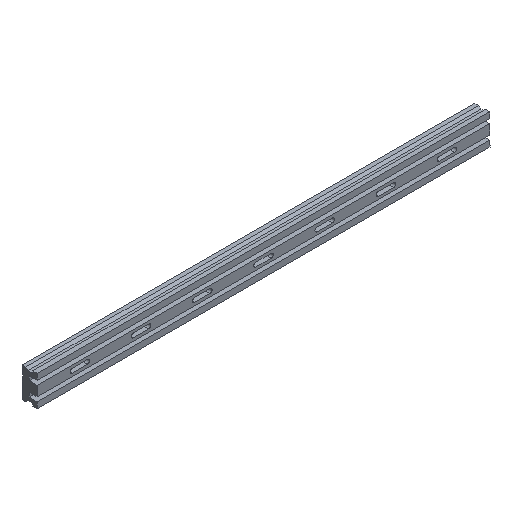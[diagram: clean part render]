
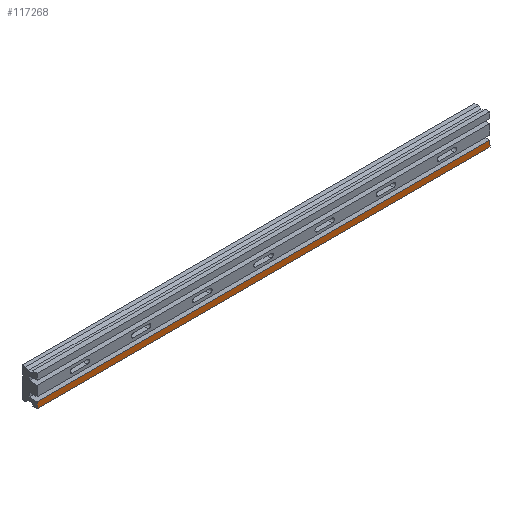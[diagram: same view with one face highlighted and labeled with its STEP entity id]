
A CAD part, isometric view. The second image highlights one B-rep face of the part: STEP entity #117268.
In plain terms, the highlighted planar face has unit normal (0, -1, 0).
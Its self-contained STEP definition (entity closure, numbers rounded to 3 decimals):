
#3604 = LINE ( 'NONE', #35433, #3607 ) ;
#3606 = LINE ( 'NONE', #35421, #3615 ) ;
#3607 = VECTOR ( 'NONE', #35436, 1000. ) ;
#3608 = LINE ( 'NONE', #35440, #3611 ) ;
#3610 = LINE ( 'NONE', #35444, #3613 ) ;
#3611 = VECTOR ( 'NONE', #35442, 1000. ) ;
#3613 = VECTOR ( 'NONE', #35447, 1000. ) ;
#3615 = VECTOR ( 'NONE', #35448, 1000. ) ;
#11591 = AXIS2_PLACEMENT_3D ( 'NONE', #101030, #101039, #101040 ) ;
#35421 = CARTESIAN_POINT ( 'NONE',  ( 376., 0., -25.4 ) ) ;
#35433 = CARTESIAN_POINT ( 'NONE',  ( 376., 0., -15.4 ) ) ;
#35436 = DIRECTION ( 'NONE',  ( -1., 0., 0. ) ) ;
#35440 = CARTESIAN_POINT ( 'NONE',  ( -376., 0., -25.4 ) ) ;
#35442 = DIRECTION ( 'NONE',  ( 0., 0., -1. ) ) ;
#35444 = CARTESIAN_POINT ( 'NONE',  ( 376., 0., -25.4 ) ) ;
#35447 = DIRECTION ( 'NONE',  ( -1., 0., 0. ) ) ;
#35448 = DIRECTION ( 'NONE',  ( 0., 0., -1. ) ) ;
#38237 = CARTESIAN_POINT ( 'NONE',  ( -376., 0., -15.4 ) ) ;
#38240 = CARTESIAN_POINT ( 'NONE',  ( 376., 0., -15.4 ) ) ;
#38242 = CARTESIAN_POINT ( 'NONE',  ( -376., 0., -25.4 ) ) ;
#38248 = CARTESIAN_POINT ( 'NONE',  ( 376., 0., -25.4 ) ) ;
#80490 = VERTEX_POINT ( 'NONE', #38237 ) ;
#80492 = VERTEX_POINT ( 'NONE', #38240 ) ;
#80493 = VERTEX_POINT ( 'NONE', #38242 ) ;
#80496 = VERTEX_POINT ( 'NONE', #38248 ) ;
#91325 = FACE_OUTER_BOUND ( 'NONE', #94971, .T. ) ;
#94971 = EDGE_LOOP ( 'NONE', ( #107566, #107569, #107572, #107575 ) ) ;
#101030 = CARTESIAN_POINT ( 'NONE',  ( 376., 0., -25.4 ) ) ;
#101037 = PLANE ( 'NONE',  #11591 ) ;
#101039 = DIRECTION ( 'NONE',  ( 0., 1., 0. ) ) ;
#101040 = DIRECTION ( 'NONE',  ( 0., 0., 1. ) ) ;
#107566 = ORIENTED_EDGE ( 'NONE', *, *, #183791, .T. ) ;
#107569 = ORIENTED_EDGE ( 'NONE', *, *, #183794, .F. ) ;
#107572 = ORIENTED_EDGE ( 'NONE', *, *, #183796, .F. ) ;
#107575 = ORIENTED_EDGE ( 'NONE', *, *, #183787, .T. ) ;
#117268 = ADVANCED_FACE ( 'NONE', ( #91325 ), #101037, .F. ) ;
#183787 = EDGE_CURVE ( 'NONE', #80492, #80490, #3604, .T. ) ;
#183791 = EDGE_CURVE ( 'NONE', #80490, #80493, #3608, .T. ) ;
#183794 = EDGE_CURVE ( 'NONE', #80496, #80493, #3610, .T. ) ;
#183796 = EDGE_CURVE ( 'NONE', #80492, #80496, #3606, .T. ) ;
